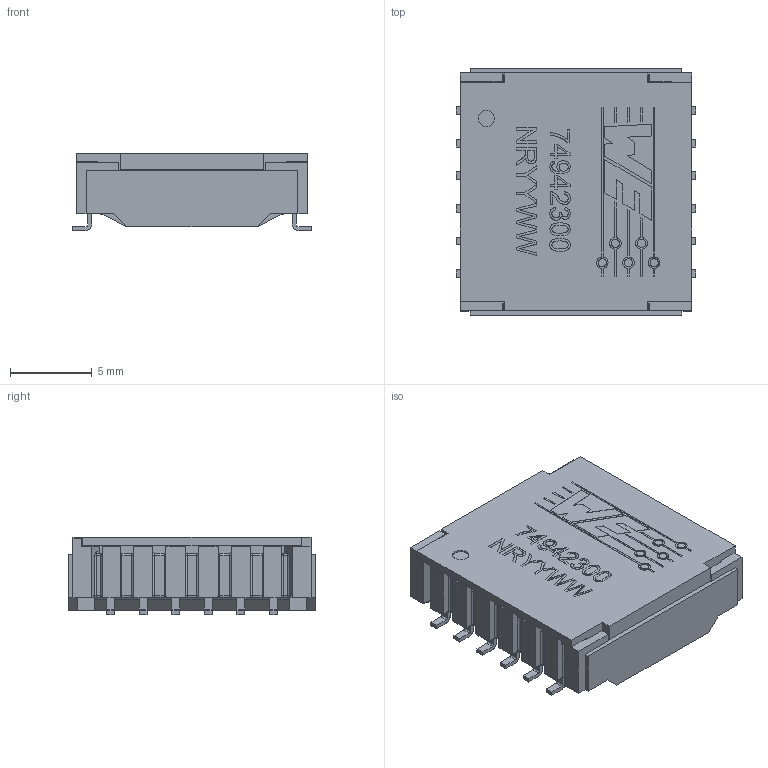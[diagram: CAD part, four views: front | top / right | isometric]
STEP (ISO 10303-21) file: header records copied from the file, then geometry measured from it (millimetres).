
FILE_DESCRIPTION(/* description */ ('Unknown'),/* implementation_level */ '2;1');
FILE_NAME(/* name */ 'T_Wurth_WE-BMS_74942300',/* time_stamp */ '2025-09-09T17:45:53+08:00',/* author */ ('Unknown'),/* organization */ ('Unknown'),/* preprocessor_version */ 'ST-DEVELOPER v19.4',/* originating_system */ 'Solid Edge',/* authorisation */ 'Unknown');
FILE_SCHEMA (('AUTOMOTIVE_DESIGN {1 0 10303 214 3 1 1}'));
Length unit declared in the file: millimetre
Products named in the file (2): T_Wurth_WE-BMS_74942300
Assembly tree (1 placements, depth 2):
  T_Wurth_WE-BMS_74942300
    T_Wurth_WE-BMS_74942300
Bounding box: 14.7 x 15.1 x 4.75 mm (x, y, z)
Volume: 429.9 mm3; surface area: 1538.2 mm2
Topology: 1 solids, 1 shells, 1390 faces, 3851 edges, 2493 vertices
Faces by surface type: plane 1001, cylinder 239, torus 88, bspline 54, sphere 8
Full cylindrical faces by diameter (mm): 0.504 x2, 1 x1
Entity records: 54628 total; most frequent: CARTESIAN_POINT 9891, ORIENTED_EDGE 7678, DIRECTION 6668, EDGE_CURVE 3839, LINE 2958, VECTOR 2958, VERTEX_POINT 2493, AXIS2_PLACEMENT_3D 1855
